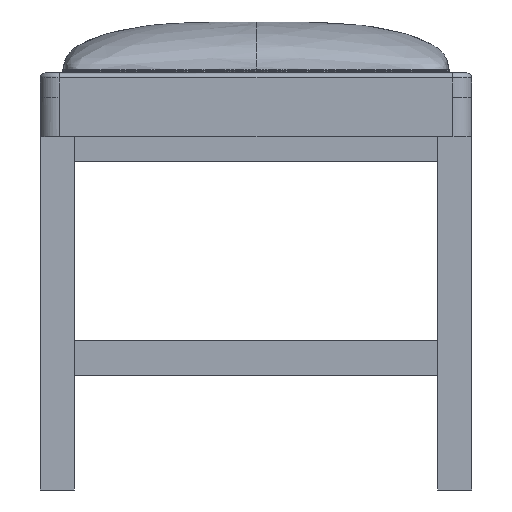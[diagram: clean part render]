
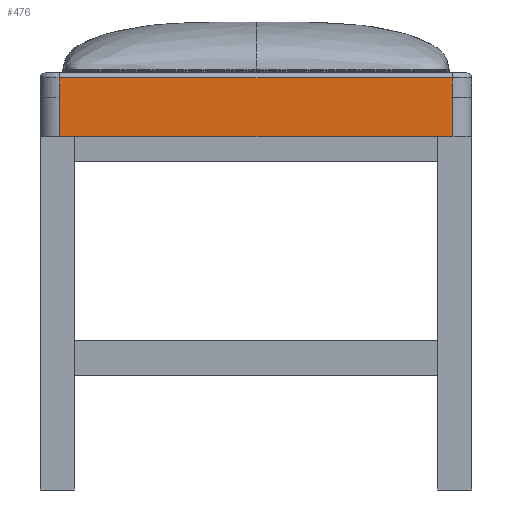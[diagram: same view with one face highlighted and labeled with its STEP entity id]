
A CAD part, left-side view. The second image highlights one B-rep face of the part: STEP entity #476.
In plain terms, the highlighted planar face has unit normal (-1, 0, 0).
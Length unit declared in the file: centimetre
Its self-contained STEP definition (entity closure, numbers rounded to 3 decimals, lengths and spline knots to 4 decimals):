
#476=ADVANCED_FACE('',(#785),#5189,.T.);
#785=FACE_OUTER_BOUND('',#1099,.T.);
#1099=EDGE_LOOP('',(#2486,#2487,#2488,#2489,#2490,#2491));
#2486=ORIENTED_EDGE('',*,*,#3468,.T.);
#2487=ORIENTED_EDGE('',*,*,#3469,.T.);
#2488=ORIENTED_EDGE('',*,*,#3470,.T.);
#2489=ORIENTED_EDGE('',*,*,#3471,.T.);
#2490=ORIENTED_EDGE('',*,*,#3472,.T.);
#2491=ORIENTED_EDGE('',*,*,#3462,.F.);
#3462=EDGE_CURVE('',#4846,#4847,#4332,.T.);
#3468=EDGE_CURVE('',#4846,#4852,#4338,.T.);
#3469=EDGE_CURVE('',#4852,#4853,#4339,.T.);
#3470=EDGE_CURVE('',#4853,#4854,#4340,.T.);
#3471=EDGE_CURVE('',#4854,#4855,#4341,.T.);
#3472=EDGE_CURVE('',#4855,#4847,#4342,.T.);
#4332=B_SPLINE_CURVE_WITH_KNOTS('',1,(#7945,#7946),.UNSPECIFIED.,.F.,.F.,
(2,2),(-400.,0.),.UNSPECIFIED.);
#4338=B_SPLINE_CURVE_WITH_KNOTS('',1,(#7957,#7958),.UNSPECIFIED.,.F.,.F.,
(2,2),(0.,40.),.UNSPECIFIED.);
#4339=B_SPLINE_CURVE_WITH_KNOTS('',1,(#7959,#7960),.UNSPECIFIED.,.F.,.F.,
(2,2),(40.,60.),.UNSPECIFIED.);
#4340=B_SPLINE_CURVE_WITH_KNOTS('',1,(#7961,#7962),.UNSPECIFIED.,.F.,.F.,
(2,2),(0.0001,400.),.UNSPECIFIED.);
#4341=B_SPLINE_CURVE_WITH_KNOTS('',1,(#7963,#7964),.UNSPECIFIED.,.F.,.F.,
(2,2),(-60.,-40.),.UNSPECIFIED.);
#4342=B_SPLINE_CURVE_WITH_KNOTS('',1,(#7965,#7966),.UNSPECIFIED.,.F.,.F.,
(2,2),(-40.,0.),.UNSPECIFIED.);
#4846=VERTEX_POINT('',#6569);
#4847=VERTEX_POINT('',#6570);
#4852=VERTEX_POINT('',#6575);
#4853=VERTEX_POINT('',#6576);
#4854=VERTEX_POINT('',#6577);
#4855=VERTEX_POINT('',#6578);
#5189=PLANE('',#5483);
#5483=AXIS2_PLACEMENT_3D('',#6052,#5767,$);
#5767=DIRECTION('',(-1.,0.,0.));
#6052=CARTESIAN_POINT('',(-28.5,42.,36.));
#6569=CARTESIAN_POINT('',(-28.5,2.,36.));
#6570=CARTESIAN_POINT('',(-28.5,42.,36.));
#6575=CARTESIAN_POINT('',(-28.5,2.,40.));
#6576=CARTESIAN_POINT('',(-28.5,2.,42.));
#6577=CARTESIAN_POINT('',(-28.5,42.,42.));
#6578=CARTESIAN_POINT('',(-28.5,42.,40.));
#7945=CARTESIAN_POINT('',(-28.5,2.,36.));
#7946=CARTESIAN_POINT('',(-28.5,42.,36.));
#7957=CARTESIAN_POINT('',(-28.5,2.,36.));
#7958=CARTESIAN_POINT('',(-28.5,2.,40.));
#7959=CARTESIAN_POINT('',(-28.5,2.,40.));
#7960=CARTESIAN_POINT('',(-28.5,2.,42.));
#7961=CARTESIAN_POINT('',(-28.5,2.,42.));
#7962=CARTESIAN_POINT('',(-28.5,42.,42.));
#7963=CARTESIAN_POINT('',(-28.5,42.,42.));
#7964=CARTESIAN_POINT('',(-28.5,42.,40.));
#7965=CARTESIAN_POINT('',(-28.5,42.,40.));
#7966=CARTESIAN_POINT('',(-28.5,42.,36.));
